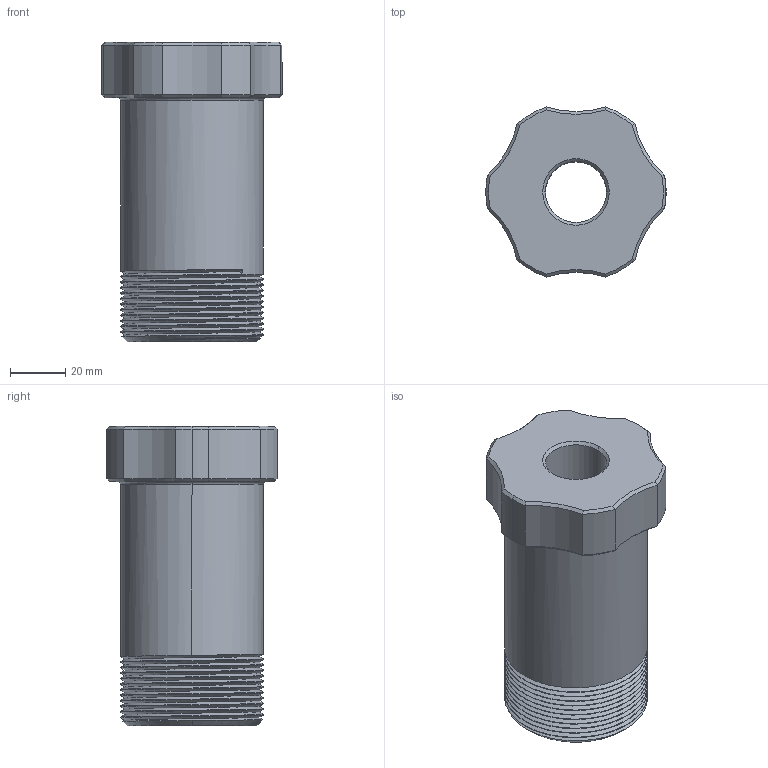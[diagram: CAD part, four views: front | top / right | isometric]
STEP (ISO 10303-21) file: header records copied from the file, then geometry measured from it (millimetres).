
FILE_DESCRIPTION (( 'STEP AP203' ), '1' );
FILE_NAME ('NEXTFILA-bolt_M52_P2.0_TL108_HT20_ID22.STEP', '2016-03-13T09:09:29', ( '' ), ( '' ), 'SwSTEP 2.0', 'SolidWorks 2015', '' );
FILE_SCHEMA (( 'CONFIG_CONTROL_DESIGN' ));
Length unit declared in the file: millimetre
Products named in the file (1): NEXTFILA-bolt_M52_P2.0_TL108_HT20_ID22
Bounding box: 65 x 61.36 x 108 mm (x, y, z)
Volume: 199386.1 mm3; surface area: 33602.1 mm2
Topology: 1 solids, 1 shells, 80 faces, 199 edges, 122 vertices
Faces by surface type: cylinder 39, cone 33, plane 4, torus 2, bspline 2
Entity records: 4394 total; most frequent: CARTESIAN_POINT 2567, ORIENTED_EDGE 398, DIRECTION 351, EDGE_CURVE 199, AXIS2_PLACEMENT_3D 150, VERTEX_POINT 122, EDGE_LOOP 83, FACE_OUTER_BOUND 80
